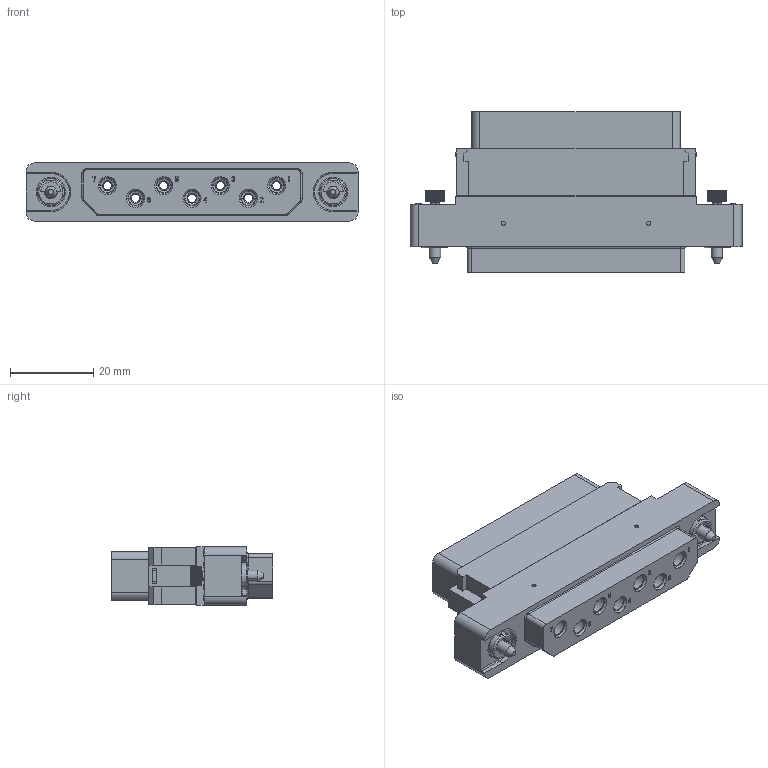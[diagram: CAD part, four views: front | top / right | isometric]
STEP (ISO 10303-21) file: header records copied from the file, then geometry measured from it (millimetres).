
FILE_DESCRIPTION((''),'2;1');
FILE_NAME('1900ND16S1A00A','2019-10-29T',('presta_be4'),(''),'CREO PARAMETRIC BY PTC INC, 2018360','CREO PARAMETRIC BY PTC INC, 2018360','');
FILE_SCHEMA(('CONFIG_CONTROL_DESIGN'));
Products named in the file (1): 1900ND16S1A00A
Bounding box: 80 x 38.95 x 14 mm (x, y, z)
Volume: 22376.4 mm3; surface area: 17553.2 mm2
Topology: 3 solids, 3 shells, 2032 faces, 5335 edges, 3424 vertices
Faces by surface type: plane 1237, cylinder 378, cone 192, torus 184, extrusion 28, bspline 13
Entity records: 71273 total; most frequent: CARTESIAN_POINT 20926, ORIENTED_EDGE 10662, DIRECTION 10171, EDGE_CURVE 5331, VECTOR 3679, LINE 3651, VERTEX_POINT 3424, AXIS2_PLACEMENT_3D 3246
